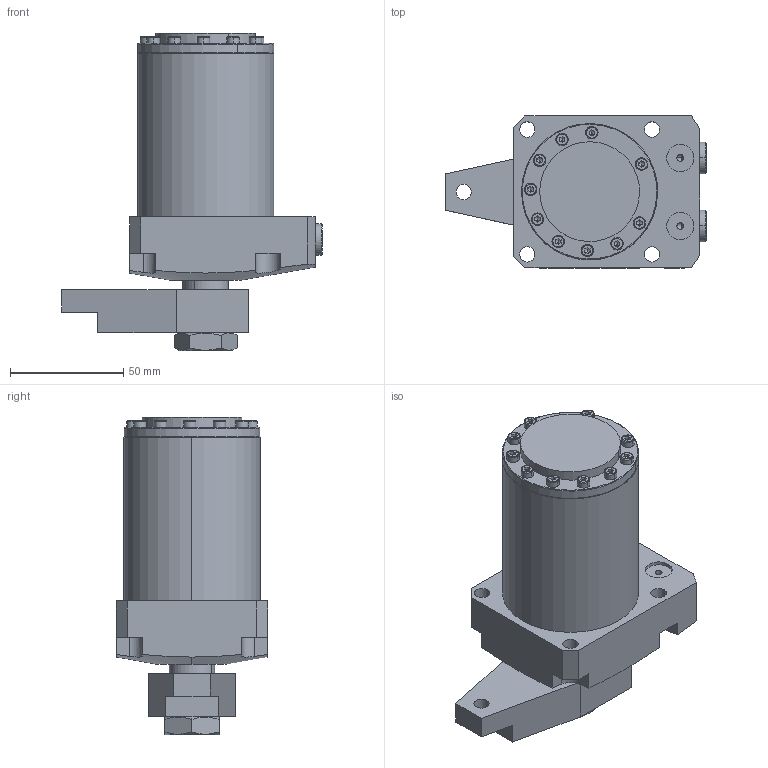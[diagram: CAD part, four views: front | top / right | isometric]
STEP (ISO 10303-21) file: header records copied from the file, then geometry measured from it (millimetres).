
FILE_DESCRIPTION (( 'STEP AP214' ), '1' );
FILE_NAME ('CPF-40USL(R)-90G.STEP', '2019-04-13T07:15:55', ( '' ), ( '' ), 'SwSTEP 2.0', 'SolidWorks 2016', '' );
FILE_SCHEMA (( 'AUTOMOTIVE_DESIGN' ));
Length unit declared in the file: millimetre
Products named in the file (10): 黑芛; 綴裔; 揤旋; 活塞杆-1; 詩紩4_1; 菜遠; 掛极; hexagon socket head cap screws gb_GB_FASTENER_SCREWS_HSHCS M3X12-S_1; hex thin nuts grades ab gb_GB_FASTENER_NUT_STNABTT M16X1.5-N_1; CPF-40USL(R)-90G
Assembly tree (19 placements, depth 2):
  CPF-40USL(R)-90G
    hex thin nuts grades ab gb_GB_FASTENER_NUT_STNABTT M16X1.5-N_1
    hexagon socket head cap screws gb_GB_FASTENER_SCREWS_HSHCS M3X12-S_1  x10
    掛极
    菜遠
    詩紩4_1
    活塞杆-1
    揤旋
    綴裔
    黑芛  x2
Bounding box: 115 x 67 x 140 mm (x, y, z)
Volume: 353272.4 mm3; surface area: 87330.8 mm2
Topology: 19 solids, 19 shells, 2843 faces, 5955 edges, 3155 vertices
Faces by surface type: cone 1579, cylinder 965, plane 243, bspline 29, torus 24, sphere 3
Entity records: 20932 total; most frequent: CARTESIAN_POINT 6717, DIRECTION 2986, ORIENTED_EDGE 2700, EDGE_CURVE 1350, AXIS2_PLACEMENT_3D 1201, VERTEX_POINT 803, EDGE_LOOP 683, ADVANCED_FACE 597
